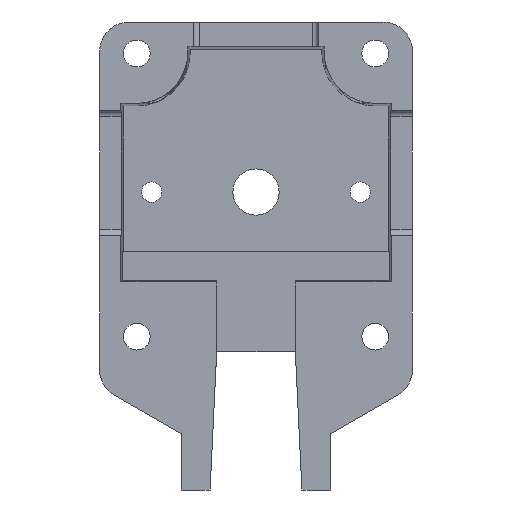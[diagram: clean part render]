
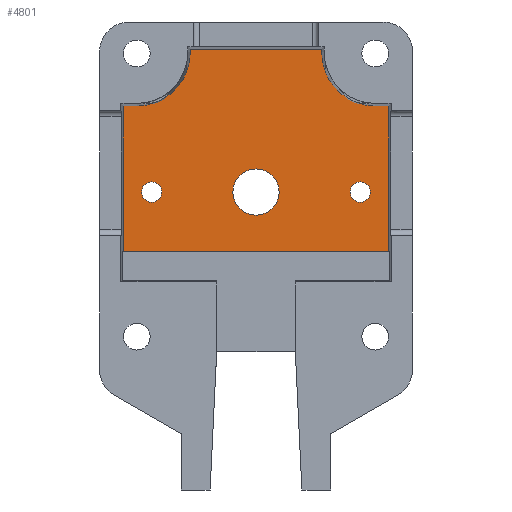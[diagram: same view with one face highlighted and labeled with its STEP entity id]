
A CAD part, front view. The second image highlights one B-rep face of the part: STEP entity #4801.
In plain terms, the highlighted planar face has unit normal (0, -1, 0).
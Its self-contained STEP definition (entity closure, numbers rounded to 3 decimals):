
#35 = CARTESIAN_POINT ( 'NONE',  ( 35., 24., 12. ) ) ;
#49 = VECTOR ( 'NONE', #1409, 1000. ) ;
#64 = CARTESIAN_POINT ( 'NONE',  ( 40., 24., 40.907 ) ) ;
#77 = EDGE_LOOP ( 'NONE', ( #2536, #2940, #4696, #4382, #984, #781, #1404, #1847, #3633, #361 ) ) ;
#159 = DIRECTION ( 'NONE',  ( 0., 0., 1. ) ) ;
#164 = AXIS2_PLACEMENT_3D ( 'NONE', #35, #2632, #403 ) ;
#196 = EDGE_CURVE ( 'NONE', #2634, #1198, #2050, .T. ) ;
#218 = EDGE_LOOP ( 'NONE', ( #1100, #548 ) ) ;
#287 = CARTESIAN_POINT ( 'NONE',  ( 38.4, 24., 12. ) ) ;
#352 = EDGE_CURVE ( 'NONE', #3445, #2634, #3339, .T. ) ;
#361 = ORIENTED_EDGE ( 'NONE', *, *, #499, .F. ) ;
#403 = DIRECTION ( 'NONE',  ( 0., 0., 1. ) ) ;
#438 = DIRECTION ( 'NONE',  ( 1., 0., 0. ) ) ;
#499 = EDGE_CURVE ( 'NONE', #4221, #3445, #4603, .T. ) ;
#514 = FACE_OUTER_BOUND ( 'NONE', #77, .T. ) ;
#548 = ORIENTED_EDGE ( 'NONE', *, *, #4191, .T. ) ;
#586 = CARTESIAN_POINT ( 'NONE',  ( -44.5, 24., -7.919 ) ) ;
#648 = DIRECTION ( 'NONE',  ( 0., 1., 0. ) ) ;
#652 = DIRECTION ( 'NONE',  ( 0., -1., 0. ) ) ;
#668 = AXIS2_PLACEMENT_3D ( 'NONE', #3756, #1520, #4127 ) ;
#683 = DIRECTION ( 'NONE',  ( 0., 0., 1. ) ) ;
#781 = ORIENTED_EDGE ( 'NONE', *, *, #2860, .F. ) ;
#953 = VECTOR ( 'NONE', #438, 1000. ) ;
#967 = CARTESIAN_POINT ( 'NONE',  ( -22.069, 24., 58.837 ) ) ;
#984 = ORIENTED_EDGE ( 'NONE', *, *, #2941, .F. ) ;
#1044 = LINE ( 'NONE', #4014, #49 ) ;
#1092 = CARTESIAN_POINT ( 'NONE',  ( -38.4, 24., 12. ) ) ;
#1095 = CARTESIAN_POINT ( 'NONE',  ( -40., 24., 40.907 ) ) ;
#1100 = ORIENTED_EDGE ( 'NONE', *, *, #4770, .T. ) ;
#1149 = CARTESIAN_POINT ( 'NONE',  ( 0., 24., 4.25 ) ) ;
#1198 = VERTEX_POINT ( 'NONE', #3242 ) ;
#1201 = AXIS2_PLACEMENT_3D ( 'NONE', #4107, #1879, #4472 ) ;
#1244 = AXIS2_PLACEMENT_3D ( 'NONE', #1712, #4314, #2092 ) ;
#1279 = DIRECTION ( 'NONE',  ( 1., 0., 0. ) ) ;
#1298 = CARTESIAN_POINT ( 'NONE',  ( 44.5, 24., 40.907 ) ) ;
#1350 = CARTESIAN_POINT ( 'NONE',  ( -40., 24., 58.837 ) ) ;
#1392 = VERTEX_POINT ( 'NONE', #1149 ) ;
#1404 = ORIENTED_EDGE ( 'NONE', *, *, #2755, .F. ) ;
#1407 = CARTESIAN_POINT ( 'NONE',  ( -44.5, 24., -17.331 ) ) ;
#1409 = DIRECTION ( 'NONE',  ( 1., 0., 0. ) ) ;
#1447 = CARTESIAN_POINT ( 'NONE',  ( 22.069, 24., 59.93 ) ) ;
#1461 = VERTEX_POINT ( 'NONE', #1298 ) ;
#1476 = FACE_BOUND ( 'NONE', #3173, .T. ) ;
#1494 = PLANE ( 'NONE',  #1201 ) ;
#1520 = DIRECTION ( 'NONE',  ( 0., 1., 0. ) ) ;
#1647 = ORIENTED_EDGE ( 'NONE', *, *, #1685, .T. ) ;
#1660 = CARTESIAN_POINT ( 'NONE',  ( -40., 24., -7.919 ) ) ;
#1662 = LINE ( 'NONE', #2442, #3544 ) ;
#1667 = CARTESIAN_POINT ( 'NONE',  ( 0., 24., 19.75 ) ) ;
#1685 = EDGE_CURVE ( 'NONE', #3032, #4676, #3793, .T. ) ;
#1712 = CARTESIAN_POINT ( 'NONE',  ( 35., 24., 12. ) ) ;
#1718 = DIRECTION ( 'NONE',  ( 0., 0., 1. ) ) ;
#1783 = CIRCLE ( 'NONE', #3229, 3.4 ) ;
#1847 = ORIENTED_EDGE ( 'NONE', *, *, #196, .F. ) ;
#1863 = DIRECTION ( 'NONE',  ( 0., 1., 0. ) ) ;
#1879 = DIRECTION ( 'NONE',  ( 0., 1., 0. ) ) ;
#2022 = EDGE_CURVE ( 'NONE', #2160, #1461, #2047, .T. ) ;
#2028 = VERTEX_POINT ( 'NONE', #2662 ) ;
#2047 = LINE ( 'NONE', #64, #953 ) ;
#2050 = LINE ( 'NONE', #4593, #3912 ) ;
#2061 = AXIS2_PLACEMENT_3D ( 'NONE', #2878, #652, #3249 ) ;
#2084 = CIRCLE ( 'NONE', #668, 7.75 ) ;
#2092 = DIRECTION ( 'NONE',  ( 0., 0., 1. ) ) ;
#2095 = ORIENTED_EDGE ( 'NONE', *, *, #3264, .T. ) ;
#2104 = DIRECTION ( 'NONE',  ( 0., 1., 0. ) ) ;
#2113 = LINE ( 'NONE', #1660, #2882 ) ;
#2130 = DIRECTION ( 'NONE',  ( 0., 0., -1. ) ) ;
#2160 = VERTEX_POINT ( 'NONE', #2351 ) ;
#2170 = LINE ( 'NONE', #4719, #3170 ) ;
#2207 = EDGE_CURVE ( 'NONE', #3102, #2796, #2113, .T. ) ;
#2246 = EDGE_LOOP ( 'NONE', ( #2095, #1647 ) ) ;
#2250 = EDGE_CURVE ( 'NONE', #3102, #4221, #2757, .T. ) ;
#2293 = EDGE_CURVE ( 'NONE', #3968, #2028, #4377, .T. ) ;
#2298 = CIRCLE ( 'NONE', #2061, 17.931 ) ;
#2351 = CARTESIAN_POINT ( 'NONE',  ( 40., 24., 40.907 ) ) ;
#2365 = EDGE_CURVE ( 'NONE', #1461, #2796, #2170, .T. ) ;
#2442 = CARTESIAN_POINT ( 'NONE',  ( 22.069, 24., 59.93 ) ) ;
#2494 = FACE_BOUND ( 'NONE', #2246, .T. ) ;
#2536 = ORIENTED_EDGE ( 'NONE', *, *, #2250, .F. ) ;
#2607 = CIRCLE ( 'NONE', #4292, 7.75 ) ;
#2632 = DIRECTION ( 'NONE',  ( 0., 1., 0. ) ) ;
#2634 = VERTEX_POINT ( 'NONE', #967 ) ;
#2662 = CARTESIAN_POINT ( 'NONE',  ( 31.6, 24., 12. ) ) ;
#2724 = AXIS2_PLACEMENT_3D ( 'NONE', #4328, #2104, #4697 ) ;
#2755 = EDGE_CURVE ( 'NONE', #1198, #3043, #1044, .T. ) ;
#2757 = LINE ( 'NONE', #1407, #3636 ) ;
#2796 = VERTEX_POINT ( 'NONE', #4253 ) ;
#2799 = VERTEX_POINT ( 'NONE', #1667 ) ;
#2829 = DIRECTION ( 'NONE',  ( 0., 0., -1. ) ) ;
#2860 = EDGE_CURVE ( 'NONE', #3043, #3329, #1662, .T. ) ;
#2866 = AXIS2_PLACEMENT_3D ( 'NONE', #1350, #3950, #1718 ) ;
#2874 = CARTESIAN_POINT ( 'NONE',  ( -35., 24., 12. ) ) ;
#2878 = CARTESIAN_POINT ( 'NONE',  ( 40., 24., 58.837 ) ) ;
#2882 = VECTOR ( 'NONE', #1279, 1000. ) ;
#2915 = CARTESIAN_POINT ( 'NONE',  ( 22.069, 24., 58.837 ) ) ;
#2940 = ORIENTED_EDGE ( 'NONE', *, *, #2207, .T. ) ;
#2941 = EDGE_CURVE ( 'NONE', #3329, #2160, #2298, .T. ) ;
#2963 = ORIENTED_EDGE ( 'NONE', *, *, #4158, .T. ) ;
#3032 = VERTEX_POINT ( 'NONE', #1092 ) ;
#3043 = VERTEX_POINT ( 'NONE', #1447 ) ;
#3102 = VERTEX_POINT ( 'NONE', #586 ) ;
#3170 = VECTOR ( 'NONE', #2130, 1000. ) ;
#3173 = EDGE_LOOP ( 'NONE', ( #4370, #2963 ) ) ;
#3229 = AXIS2_PLACEMENT_3D ( 'NONE', #2874, #648, #3246 ) ;
#3242 = CARTESIAN_POINT ( 'NONE',  ( -22.069, 24., 59.93 ) ) ;
#3246 = DIRECTION ( 'NONE',  ( 0., 0., 1. ) ) ;
#3249 = DIRECTION ( 'NONE',  ( 0., 0., 1. ) ) ;
#3264 = EDGE_CURVE ( 'NONE', #4676, #3032, #1783, .T. ) ;
#3329 = VERTEX_POINT ( 'NONE', #2915 ) ;
#3339 = CIRCLE ( 'NONE', #2866, 17.931 ) ;
#3445 = VERTEX_POINT ( 'NONE', #1095 ) ;
#3544 = VECTOR ( 'NONE', #2829, 1000. ) ;
#3553 = CIRCLE ( 'NONE', #164, 3.4 ) ;
#3633 = ORIENTED_EDGE ( 'NONE', *, *, #352, .F. ) ;
#3636 = VECTOR ( 'NONE', #683, 1000. ) ;
#3640 = VECTOR ( 'NONE', #3786, 1000. ) ;
#3756 = CARTESIAN_POINT ( 'NONE',  ( 0., 24., 12. ) ) ;
#3786 = DIRECTION ( 'NONE',  ( 1., 0., 0. ) ) ;
#3793 = CIRCLE ( 'NONE', #2724, 3.4 ) ;
#3912 = VECTOR ( 'NONE', #159, 1000. ) ;
#3950 = DIRECTION ( 'NONE',  ( 0., -1., 0. ) ) ;
#3968 = VERTEX_POINT ( 'NONE', #287 ) ;
#4014 = CARTESIAN_POINT ( 'NONE',  ( -22.069, 24., 59.93 ) ) ;
#4107 = CARTESIAN_POINT ( 'NONE',  ( -40., 24., 58.837 ) ) ;
#4127 = DIRECTION ( 'NONE',  ( 0., 0., 1. ) ) ;
#4158 = EDGE_CURVE ( 'NONE', #2028, #3968, #3553, .T. ) ;
#4191 = EDGE_CURVE ( 'NONE', #1392, #2799, #2084, .T. ) ;
#4221 = VERTEX_POINT ( 'NONE', #4498 ) ;
#4253 = CARTESIAN_POINT ( 'NONE',  ( 44.5, 24., -7.919 ) ) ;
#4292 = AXIS2_PLACEMENT_3D ( 'NONE', #4410, #1863, #4461 ) ;
#4314 = DIRECTION ( 'NONE',  ( 0., 1., 0. ) ) ;
#4328 = CARTESIAN_POINT ( 'NONE',  ( -35., 24., 12. ) ) ;
#4362 = CARTESIAN_POINT ( 'NONE',  ( -31.6, 24., 12. ) ) ;
#4370 = ORIENTED_EDGE ( 'NONE', *, *, #2293, .T. ) ;
#4377 = CIRCLE ( 'NONE', #1244, 3.4 ) ;
#4382 = ORIENTED_EDGE ( 'NONE', *, *, #2022, .F. ) ;
#4410 = CARTESIAN_POINT ( 'NONE',  ( 0., 24., 12. ) ) ;
#4452 = FACE_BOUND ( 'NONE', #218, .T. ) ;
#4461 = DIRECTION ( 'NONE',  ( 0., 0., 1. ) ) ;
#4472 = DIRECTION ( 'NONE',  ( 0., 0., 1. ) ) ;
#4498 = CARTESIAN_POINT ( 'NONE',  ( -44.5, 24., 40.907 ) ) ;
#4528 = CARTESIAN_POINT ( 'NONE',  ( -44.5, 24., 40.907 ) ) ;
#4593 = CARTESIAN_POINT ( 'NONE',  ( -22.069, 24., 58.837 ) ) ;
#4603 = LINE ( 'NONE', #4528, #3640 ) ;
#4676 = VERTEX_POINT ( 'NONE', #4362 ) ;
#4696 = ORIENTED_EDGE ( 'NONE', *, *, #2365, .F. ) ;
#4697 = DIRECTION ( 'NONE',  ( 0., 0., 1. ) ) ;
#4719 = CARTESIAN_POINT ( 'NONE',  ( 44.5, 24., 40.907 ) ) ;
#4770 = EDGE_CURVE ( 'NONE', #2799, #1392, #2607, .T. ) ;
#4801 = ADVANCED_FACE ( 'NONE', ( #4452, #2494, #1476, #514 ), #1494, .F. ) ;
